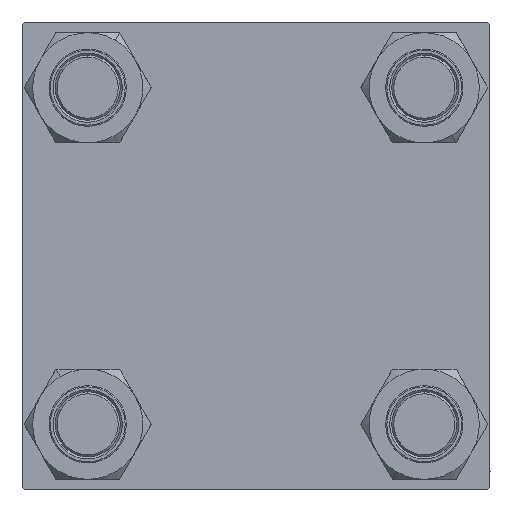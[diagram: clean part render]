
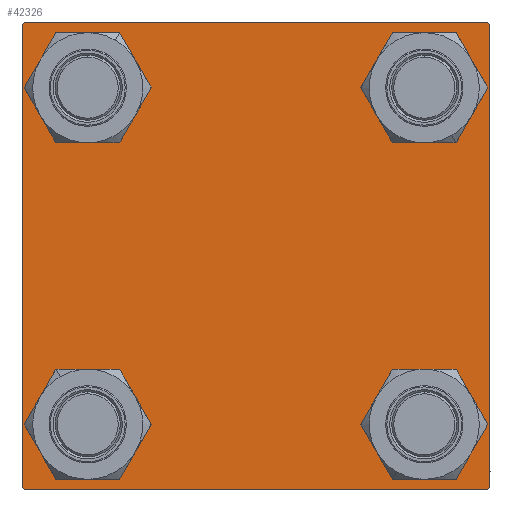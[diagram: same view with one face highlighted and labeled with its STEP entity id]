
A CAD part, left-side view. The second image highlights one B-rep face of the part: STEP entity #42326.
In plain terms, the highlighted planar face has unit normal (-1, 0, 0).
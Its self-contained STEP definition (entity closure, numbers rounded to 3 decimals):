
#84 = CARTESIAN_POINT ( 'NONE',  ( 0., -41.35, -32.85 ) ) ;
#445 = CARTESIAN_POINT ( 'NONE',  ( 0., -41.35, -49.85 ) ) ;
#619 = DIRECTION ( 'NONE',  ( 0., 0., -1. ) ) ;
#1006 = CARTESIAN_POINT ( 'NONE',  ( 0., -41.35, 41.35 ) ) ;
#1210 = LINE ( 'NONE', #48081, #11828 ) ;
#1321 = EDGE_CURVE ( 'NONE', #48587, #17368, #20988, .T. ) ;
#1504 = CIRCLE ( 'NONE', #30917, 8.5 ) ;
#1548 = EDGE_CURVE ( 'NONE', #3302, #11331, #45177, .T. ) ;
#2092 = LINE ( 'NONE', #21534, #5040 ) ;
#2453 = CIRCLE ( 'NONE', #8980, 8.5 ) ;
#2772 = EDGE_CURVE ( 'NONE', #11331, #48587, #13439, .T. ) ;
#3302 = VERTEX_POINT ( 'NONE', #15233 ) ;
#3811 = DIRECTION ( 'NONE',  ( 0., -1., 0. ) ) ;
#4450 = EDGE_CURVE ( 'NONE', #10673, #25099, #1504, .T. ) ;
#5040 = VECTOR ( 'NONE', #22037, 1000. ) ;
#5541 = AXIS2_PLACEMENT_3D ( 'NONE', #18193, #32367, #24434 ) ;
#5907 = LINE ( 'NONE', #35183, #28947 ) ;
#5982 = DIRECTION ( 'NONE',  ( 1., 0., 0. ) ) ;
#7408 = DIRECTION ( 'NONE',  ( 0., 0., 1. ) ) ;
#7986 = DIRECTION ( 'NONE',  ( 0., 0., 1. ) ) ;
#8980 = AXIS2_PLACEMENT_3D ( 'NONE', #1006, #36328, #35837 ) ;
#9339 = AXIS2_PLACEMENT_3D ( 'NONE', #38907, #31218, #7408 ) ;
#9796 = FACE_BOUND ( 'NONE', #14030, .T. ) ;
#9954 = DIRECTION ( 'NONE',  ( 0., 0.707, 0.707 ) ) ;
#10045 = ORIENTED_EDGE ( 'NONE', *, *, #36454, .T. ) ;
#10086 = DIRECTION ( 'NONE',  ( 0., 0.707, -0.707 ) ) ;
#10388 = VECTOR ( 'NONE', #49154, 1000. ) ;
#10445 = ORIENTED_EDGE ( 'NONE', *, *, #10452, .T. ) ;
#10452 = EDGE_CURVE ( 'NONE', #48760, #22647, #2453, .T. ) ;
#10673 = VERTEX_POINT ( 'NONE', #445 ) ;
#10715 = VERTEX_POINT ( 'NONE', #31421 ) ;
#11331 = VERTEX_POINT ( 'NONE', #38174 ) ;
#11828 = VECTOR ( 'NONE', #25773, 1000. ) ;
#12928 = EDGE_CURVE ( 'NONE', #32490, #21133, #45077, .T. ) ;
#12936 = CARTESIAN_POINT ( 'NONE',  ( 0., 57.5, 57.5 ) ) ;
#13129 = DIRECTION ( 'NONE',  ( 0., 0., 1. ) ) ;
#13371 = CARTESIAN_POINT ( 'NONE',  ( 0., 57.5, -57. ) ) ;
#13439 = LINE ( 'NONE', #12936, #29237 ) ;
#13641 = CARTESIAN_POINT ( 'NONE',  ( 0., 0., 0. ) ) ;
#14030 = EDGE_LOOP ( 'NONE', ( #29348, #14712 ) ) ;
#14372 = EDGE_CURVE ( 'NONE', #22647, #48760, #24656, .T. ) ;
#14614 = EDGE_CURVE ( 'NONE', #3302, #16113, #2092, .T. ) ;
#14712 = ORIENTED_EDGE ( 'NONE', *, *, #45264, .T. ) ;
#15233 = CARTESIAN_POINT ( 'NONE',  ( 0., 57., 57.5 ) ) ;
#16030 = VERTEX_POINT ( 'NONE', #16062 ) ;
#16062 = CARTESIAN_POINT ( 'NONE',  ( 0., -57.5, -57. ) ) ;
#16113 = VERTEX_POINT ( 'NONE', #48586 ) ;
#16923 = EDGE_LOOP ( 'NONE', ( #10045, #39230 ) ) ;
#17043 = ORIENTED_EDGE ( 'NONE', *, *, #14372, .T. ) ;
#17169 = ORIENTED_EDGE ( 'NONE', *, *, #42020, .T. ) ;
#17368 = VERTEX_POINT ( 'NONE', #17686 ) ;
#17686 = CARTESIAN_POINT ( 'NONE',  ( 0., 57., -57.5 ) ) ;
#18071 = AXIS2_PLACEMENT_3D ( 'NONE', #34407, #21874, #37994 ) ;
#18193 = CARTESIAN_POINT ( 'NONE',  ( 0., 41.35, -41.35 ) ) ;
#18900 = DIRECTION ( 'NONE',  ( 0., 0., 1. ) ) ;
#20480 = CARTESIAN_POINT ( 'NONE',  ( 0., 41.35, -41.35 ) ) ;
#20735 = DIRECTION ( 'NONE',  ( 0., 0., 1. ) ) ;
#20988 = LINE ( 'NONE', #49653, #10388 ) ;
#21133 = VERTEX_POINT ( 'NONE', #28230 ) ;
#21361 = CARTESIAN_POINT ( 'NONE',  ( 0., 41.35, -32.85 ) ) ;
#21534 = CARTESIAN_POINT ( 'NONE',  ( 0., 57.5, 57.5 ) ) ;
#21874 = DIRECTION ( 'NONE',  ( 1., 0., 0. ) ) ;
#22037 = DIRECTION ( 'NONE',  ( 0., -1., 0. ) ) ;
#22647 = VERTEX_POINT ( 'NONE', #33885 ) ;
#22744 = DIRECTION ( 'NONE',  ( 1., 0., 0. ) ) ;
#22748 = ORIENTED_EDGE ( 'NONE', *, *, #43532, .F. ) ;
#22758 = LINE ( 'NONE', #38383, #28063 ) ;
#23015 = EDGE_LOOP ( 'NONE', ( #42219, #32989 ) ) ;
#24076 = DIRECTION ( 'NONE',  ( 1., 0., 0. ) ) ;
#24246 = AXIS2_PLACEMENT_3D ( 'NONE', #20480, #24076, #20735 ) ;
#24263 = VECTOR ( 'NONE', #10086, 1000. ) ;
#24434 = DIRECTION ( 'NONE',  ( 0., 0., 1. ) ) ;
#24656 = CIRCLE ( 'NONE', #25471, 8.5 ) ;
#24686 = EDGE_CURVE ( 'NONE', #34409, #16030, #1210, .T. ) ;
#24916 = AXIS2_PLACEMENT_3D ( 'NONE', #44658, #5982, #29787 ) ;
#24994 = ORIENTED_EDGE ( 'NONE', *, *, #1548, .T. ) ;
#25099 = VERTEX_POINT ( 'NONE', #84 ) ;
#25417 = DIRECTION ( 'NONE',  ( -1., 0., 0. ) ) ;
#25471 = AXIS2_PLACEMENT_3D ( 'NONE', #47946, #35647, #7986 ) ;
#25773 = DIRECTION ( 'NONE',  ( 0., -0.707, 0.707 ) ) ;
#26342 = CARTESIAN_POINT ( 'NONE',  ( 0., -41.35, -41.35 ) ) ;
#28063 = VECTOR ( 'NONE', #3811, 1000. ) ;
#28230 = CARTESIAN_POINT ( 'NONE',  ( 0., 41.35, 32.85 ) ) ;
#28554 = DIRECTION ( 'NONE',  ( 0., 0., -1. ) ) ;
#28748 = FACE_OUTER_BOUND ( 'NONE', #38460, .T. ) ;
#28947 = VECTOR ( 'NONE', #619, 1000. ) ;
#29237 = VECTOR ( 'NONE', #28554, 1000. ) ;
#29348 = ORIENTED_EDGE ( 'NONE', *, *, #12928, .T. ) ;
#29415 = LINE ( 'NONE', #30426, #47199 ) ;
#29632 = ORIENTED_EDGE ( 'NONE', *, *, #1321, .T. ) ;
#29787 = DIRECTION ( 'NONE',  ( 0., 0., 1. ) ) ;
#30426 = CARTESIAN_POINT ( 'NONE',  ( 0., -57.25, 57.25 ) ) ;
#30917 = AXIS2_PLACEMENT_3D ( 'NONE', #26342, #22744, #18900 ) ;
#31218 = DIRECTION ( 'NONE',  ( 1., 0., 0. ) ) ;
#31421 = CARTESIAN_POINT ( 'NONE',  ( 0., -57.5, 57. ) ) ;
#32367 = DIRECTION ( 'NONE',  ( 1., 0., 0. ) ) ;
#32490 = VERTEX_POINT ( 'NONE', #32719 ) ;
#32719 = CARTESIAN_POINT ( 'NONE',  ( 0., 41.35, 49.85 ) ) ;
#32989 = ORIENTED_EDGE ( 'NONE', *, *, #4450, .T. ) ;
#33611 = EDGE_LOOP ( 'NONE', ( #17043, #10445 ) ) ;
#33798 = EDGE_CURVE ( 'NONE', #34309, #48370, #46352, .T. ) ;
#33885 = CARTESIAN_POINT ( 'NONE',  ( 0., -41.35, 49.85 ) ) ;
#34309 = VERTEX_POINT ( 'NONE', #46778 ) ;
#34407 = CARTESIAN_POINT ( 'NONE',  ( 0., 41.35, 41.35 ) ) ;
#34409 = VERTEX_POINT ( 'NONE', #43934 ) ;
#35183 = CARTESIAN_POINT ( 'NONE',  ( 0., -57.5, 57.5 ) ) ;
#35407 = AXIS2_PLACEMENT_3D ( 'NONE', #13641, #25417, #13129 ) ;
#35486 = CIRCLE ( 'NONE', #9339, 8.5 ) ;
#35647 = DIRECTION ( 'NONE',  ( 1., 0., 0. ) ) ;
#35837 = DIRECTION ( 'NONE',  ( 0., 0., 1. ) ) ;
#36328 = DIRECTION ( 'NONE',  ( 1., 0., 0. ) ) ;
#36454 = EDGE_CURVE ( 'NONE', #48370, #34309, #50513, .T. ) ;
#37036 = ORIENTED_EDGE ( 'NONE', *, *, #50637, .T. ) ;
#37994 = DIRECTION ( 'NONE',  ( 0., 0., 1. ) ) ;
#38097 = ORIENTED_EDGE ( 'NONE', *, *, #24686, .T. ) ;
#38174 = CARTESIAN_POINT ( 'NONE',  ( 0., 57.5, 57. ) ) ;
#38383 = CARTESIAN_POINT ( 'NONE',  ( 0., 57.5, -57.5 ) ) ;
#38460 = EDGE_LOOP ( 'NONE', ( #46454, #29632, #17169, #38097, #22748, #37036, #44117, #24994 ) ) ;
#38907 = CARTESIAN_POINT ( 'NONE',  ( 0., -41.35, -41.35 ) ) ;
#39230 = ORIENTED_EDGE ( 'NONE', *, *, #33798, .T. ) ;
#42020 = EDGE_CURVE ( 'NONE', #17368, #34409, #22758, .T. ) ;
#42219 = ORIENTED_EDGE ( 'NONE', *, *, #43758, .T. ) ;
#42326 = ADVANCED_FACE ( 'NONE', ( #44122, #44885, #44371, #9796, #28748 ), #43871, .T. ) ;
#43532 = EDGE_CURVE ( 'NONE', #10715, #16030, #5907, .T. ) ;
#43758 = EDGE_CURVE ( 'NONE', #25099, #10673, #35486, .T. ) ;
#43871 = PLANE ( 'NONE',  #35407 ) ;
#43934 = CARTESIAN_POINT ( 'NONE',  ( 0., -57., -57.5 ) ) ;
#44117 = ORIENTED_EDGE ( 'NONE', *, *, #14614, .F. ) ;
#44122 = FACE_BOUND ( 'NONE', #33611, .T. ) ;
#44371 = FACE_BOUND ( 'NONE', #16923, .T. ) ;
#44658 = CARTESIAN_POINT ( 'NONE',  ( 0., 41.35, 41.35 ) ) ;
#44885 = FACE_BOUND ( 'NONE', #23015, .T. ) ;
#44928 = CARTESIAN_POINT ( 'NONE',  ( 0., 57.25, 57.25 ) ) ;
#45077 = CIRCLE ( 'NONE', #18071, 8.5 ) ;
#45177 = LINE ( 'NONE', #44928, #24263 ) ;
#45264 = EDGE_CURVE ( 'NONE', #21133, #32490, #45361, .T. ) ;
#45361 = CIRCLE ( 'NONE', #24916, 8.5 ) ;
#45375 = CARTESIAN_POINT ( 'NONE',  ( 0., -41.35, 32.85 ) ) ;
#46352 = CIRCLE ( 'NONE', #24246, 8.5 ) ;
#46454 = ORIENTED_EDGE ( 'NONE', *, *, #2772, .T. ) ;
#46778 = CARTESIAN_POINT ( 'NONE',  ( 0., 41.35, -49.85 ) ) ;
#47199 = VECTOR ( 'NONE', #9954, 1000. ) ;
#47946 = CARTESIAN_POINT ( 'NONE',  ( 0., -41.35, 41.35 ) ) ;
#48081 = CARTESIAN_POINT ( 'NONE',  ( 0., -57.25, -57.25 ) ) ;
#48370 = VERTEX_POINT ( 'NONE', #21361 ) ;
#48586 = CARTESIAN_POINT ( 'NONE',  ( 0., -57., 57.5 ) ) ;
#48587 = VERTEX_POINT ( 'NONE', #13371 ) ;
#48760 = VERTEX_POINT ( 'NONE', #45375 ) ;
#49154 = DIRECTION ( 'NONE',  ( 0., -0.707, -0.707 ) ) ;
#49653 = CARTESIAN_POINT ( 'NONE',  ( 0., 57.25, -57.25 ) ) ;
#50513 = CIRCLE ( 'NONE', #5541, 8.5 ) ;
#50637 = EDGE_CURVE ( 'NONE', #10715, #16113, #29415, .T. ) ;
